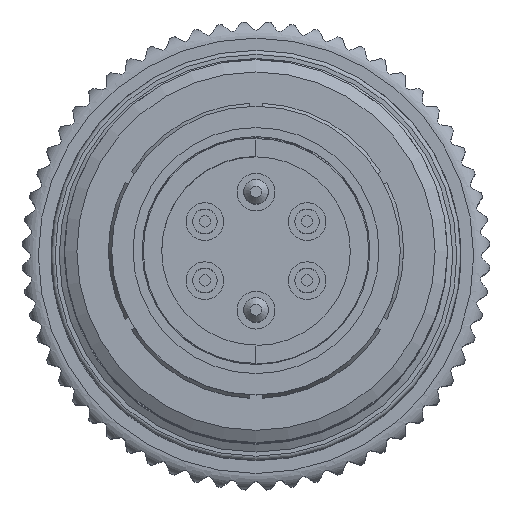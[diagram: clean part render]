
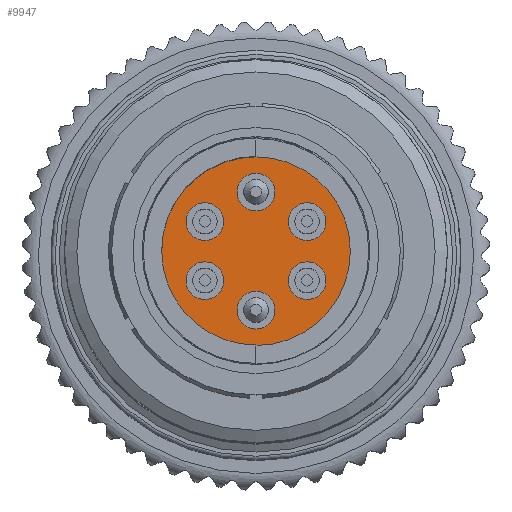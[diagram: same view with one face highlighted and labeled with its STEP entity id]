
A CAD part, top view. The second image highlights one B-rep face of the part: STEP entity #9947.
In plain terms, the highlighted planar face has unit normal (0, 0, 1).
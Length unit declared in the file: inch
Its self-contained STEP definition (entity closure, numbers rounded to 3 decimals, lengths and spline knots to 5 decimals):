
#124=FACE_BOUND('',#973,.T.);
#125=FACE_BOUND('',#974,.T.);
#126=FACE_BOUND('',#975,.T.);
#127=FACE_BOUND('',#976,.T.);
#128=FACE_BOUND('',#977,.T.);
#129=FACE_BOUND('',#978,.T.);
#168=PLANE('',#10561);
#414=FACE_OUTER_BOUND('',#972,.T.);
#972=EDGE_LOOP('',(#6264,#6265));
#973=EDGE_LOOP('',(#6266));
#974=EDGE_LOOP('',(#6267));
#975=EDGE_LOOP('',(#6268));
#976=EDGE_LOOP('',(#6269));
#977=EDGE_LOOP('',(#6270));
#978=EDGE_LOOP('',(#6271));
#1884=CIRCLE('',#10529,0.023);
#1886=CIRCLE('',#10533,0.023);
#1888=CIRCLE('',#10537,0.023);
#1890=CIRCLE('',#10541,0.023);
#1892=CIRCLE('',#10545,0.023);
#1894=CIRCLE('',#10549,0.023);
#1895=CIRCLE('',#10552,0.115);
#1898=CIRCLE('',#10559,0.115);
#3701=VERTEX_POINT('',#14209);
#3703=VERTEX_POINT('',#14216);
#3705=VERTEX_POINT('',#14223);
#3707=VERTEX_POINT('',#14230);
#3709=VERTEX_POINT('',#14237);
#3711=VERTEX_POINT('',#14244);
#3712=VERTEX_POINT('',#14249);
#3713=VERTEX_POINT('',#14250);
#4690=EDGE_CURVE('',#3701,#3701,#1884,.T.);
#4693=EDGE_CURVE('',#3703,#3703,#1886,.T.);
#4696=EDGE_CURVE('',#3705,#3705,#1888,.T.);
#4699=EDGE_CURVE('',#3707,#3707,#1890,.T.);
#4702=EDGE_CURVE('',#3709,#3709,#1892,.T.);
#4705=EDGE_CURVE('',#3711,#3711,#1894,.T.);
#4706=EDGE_CURVE('',#3712,#3713,#1895,.T.);
#4719=EDGE_CURVE('',#3713,#3712,#1898,.T.);
#6264=ORIENTED_EDGE('',*,*,#4706,.F.);
#6265=ORIENTED_EDGE('',*,*,#4719,.F.);
#6266=ORIENTED_EDGE('',*,*,#4690,.T.);
#6267=ORIENTED_EDGE('',*,*,#4693,.T.);
#6268=ORIENTED_EDGE('',*,*,#4696,.T.);
#6269=ORIENTED_EDGE('',*,*,#4699,.T.);
#6270=ORIENTED_EDGE('',*,*,#4702,.T.);
#6271=ORIENTED_EDGE('',*,*,#4705,.T.);
#9947=ADVANCED_FACE('',(#414,#124,#125,#126,#127,#128,#129),#168,.F.);
#10529=AXIS2_PLACEMENT_3D('',#14211,#11574,#11575);
#10533=AXIS2_PLACEMENT_3D('',#14218,#11583,#11584);
#10537=AXIS2_PLACEMENT_3D('',#14225,#11592,#11593);
#10541=AXIS2_PLACEMENT_3D('',#14232,#11601,#11602);
#10545=AXIS2_PLACEMENT_3D('',#14239,#11610,#11611);
#10549=AXIS2_PLACEMENT_3D('',#14246,#11619,#11620);
#10552=AXIS2_PLACEMENT_3D('',#14251,#11625,#11626);
#10559=AXIS2_PLACEMENT_3D('',#14276,#11649,#11650);
#10561=AXIS2_PLACEMENT_3D('',#14278,#11653,#11654);
#11574=DIRECTION('center_axis',(0.,0.,
-1.));
#11575=DIRECTION('ref_axis',(0.,1.,0.));
#11583=DIRECTION('center_axis',(0.,0.,
-1.));
#11584=DIRECTION('ref_axis',(0.,1.,0.));
#11592=DIRECTION('center_axis',(0.,0.,
-1.));
#11593=DIRECTION('ref_axis',(0.,1.,0.));
#11601=DIRECTION('center_axis',(0.,0.,
-1.));
#11602=DIRECTION('ref_axis',(0.,1.,0.));
#11610=DIRECTION('center_axis',(0.,0.,
-1.));
#11611=DIRECTION('ref_axis',(0.,1.,0.));
#11619=DIRECTION('center_axis',(0.,0.,
-1.));
#11620=DIRECTION('ref_axis',(0.,1.,0.));
#11625=DIRECTION('center_axis',(0.,0.,
-1.));
#11626=DIRECTION('ref_axis',(0.,1.,0.));
#11649=DIRECTION('center_axis',(0.,0.,
-1.));
#11650=DIRECTION('ref_axis',(0.,1.,0.));
#11653=DIRECTION('center_axis',(0.,0.,
-1.));
#11654=DIRECTION('ref_axis',(1.,0.,0.));
#14209=CARTESIAN_POINT('',(-0.06235,0.013,-0.424));
#14211=CARTESIAN_POINT('Origin',(-0.06235,0.036,
-0.424));
#14216=CARTESIAN_POINT('',(-0.06235,-0.059,-0.424));
#14218=CARTESIAN_POINT('Origin',(-0.06235,-0.036,
-0.424));
#14223=CARTESIAN_POINT('',(0.,-0.095,-0.424));
#14225=CARTESIAN_POINT('Origin',(0.,-0.072,
-0.424));
#14230=CARTESIAN_POINT('',(0.06235,-0.059,-0.424));
#14232=CARTESIAN_POINT('Origin',(0.06235,-0.036,
-0.424));
#14237=CARTESIAN_POINT('',(0.06235,0.013,-0.424));
#14239=CARTESIAN_POINT('Origin',(0.06235,0.036,
-0.424));
#14244=CARTESIAN_POINT('',(0.,0.049,-0.424));
#14246=CARTESIAN_POINT('Origin',(0.,0.072,
-0.424));
#14249=CARTESIAN_POINT('',(0.,-0.115,-0.424));
#14250=CARTESIAN_POINT('',(0.,0.115,-0.424));
#14251=CARTESIAN_POINT('Origin',(0.,0.,
-0.424));
#14276=CARTESIAN_POINT('Origin',(0.,0.,
-0.424));
#14278=CARTESIAN_POINT('Origin',(0.,0.,
-0.424));
